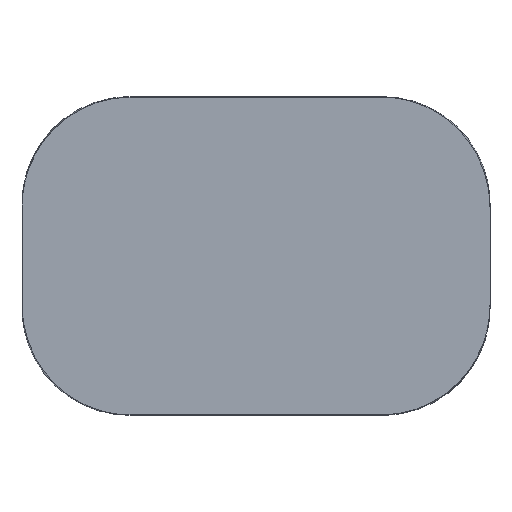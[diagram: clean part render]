
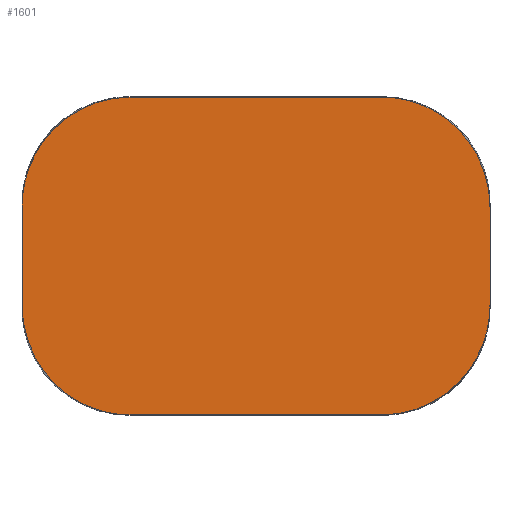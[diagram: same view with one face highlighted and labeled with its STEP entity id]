
A CAD part, front view. The second image highlights one B-rep face of the part: STEP entity #1601.
In plain terms, the highlighted free-form (B-spline) face has degree [1, 1] with [2, 2] control points.
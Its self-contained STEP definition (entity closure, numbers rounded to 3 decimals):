
#511 = EDGE_CURVE('',#512,#514,#516,.T.);
#512 = VERTEX_POINT('',#513);
#513 = CARTESIAN_POINT('',(99.7,0.,
    -2019.563));
#514 = VERTEX_POINT('',#515);
#515 = CARTESIAN_POINT('',(29.91,0.,
    -2019.563));
#516 = B_SPLINE_CURVE_WITH_KNOTS('',1,(#517,#518),.UNSPECIFIED.,.F.,.F.,
  (2,2),(-20.,50.),.PIECEWISE_BEZIER_KNOTS.);
#517 = CARTESIAN_POINT('',(99.7,0.,
    -2019.563));
#518 = CARTESIAN_POINT('',(29.91,0.,
    -2019.563));
#539 = EDGE_CURVE('',#540,#542,#544,.T.);
#540 = VERTEX_POINT('',#541);
#541 = CARTESIAN_POINT('',(29.91,0.,-2107.563));
#542 = VERTEX_POINT('',#543);
#543 = CARTESIAN_POINT('',(99.7,0.,
    -2107.563));
#544 = B_SPLINE_CURVE_WITH_KNOTS('',1,(#545,#546),.UNSPECIFIED.,.F.,.F.,
  (2,2),(-50.,20.),.PIECEWISE_BEZIER_KNOTS.);
#545 = CARTESIAN_POINT('',(29.91,0.,
    -2107.563));
#546 = CARTESIAN_POINT('',(99.7,0.,
    -2107.563));
#717 = EDGE_CURVE('',#718,#720,#722,.T.);
#718 = VERTEX_POINT('',#719);
#719 = CARTESIAN_POINT('',(0.,0.,
    -2050.043));
#720 = VERTEX_POINT('',#721);
#721 = CARTESIAN_POINT('',(0.,0.,
    -2077.083));
#722 = B_SPLINE_CURVE_WITH_KNOTS('',1,(#723,#724),.UNSPECIFIED.,.F.,.F.,
  (2,2),(-13.561,13.561),.PIECEWISE_BEZIER_KNOTS.);
#723 = CARTESIAN_POINT('',(0.,0.,
    -2050.043));
#724 = CARTESIAN_POINT('',(0.,0.,
    -2077.083));
#746 = VERTEX_POINT('',#747);
#747 = CARTESIAN_POINT('',(129.609,0.,
    -2050.043));
#752 = EDGE_CURVE('',#746,#753,#755,.T.);
#753 = VERTEX_POINT('',#754);
#754 = CARTESIAN_POINT('',(129.609,0.,
    -2077.083));
#755 = B_SPLINE_CURVE_WITH_KNOTS('',1,(#756,#757),.UNSPECIFIED.,.F.,.F.,
  (2,2),(-13.561,13.561),.PIECEWISE_BEZIER_KNOTS.);
#756 = CARTESIAN_POINT('',(129.609,0.,
    -2050.043));
#757 = CARTESIAN_POINT('',(129.609,0.,
    -2077.083));
#773 = EDGE_CURVE('',#514,#718,#774,.T.);
#774 = ( BOUNDED_CURVE() B_SPLINE_CURVE(3,(#775,#776,#777,#778),
.UNSPECIFIED.,.F.,.F.) B_SPLINE_CURVE_WITH_KNOTS((4,4),(
0.,1.571),.PIECEWISE_BEZIER_KNOTS.) CURVE() 
GEOMETRIC_REPRESENTATION_ITEM() RATIONAL_B_SPLINE_CURVE((1.,
0.805,0.805,1.)) REPRESENTATION_ITEM('') );
#775 = CARTESIAN_POINT('',(29.91,0.,
    -2019.563));
#776 = CARTESIAN_POINT('',(12.389,0.,
    -2019.563));
#777 = CARTESIAN_POINT('',(0.,0.,
    -2032.188));
#778 = CARTESIAN_POINT('',(0.,0.,
    -2050.043));
#793 = EDGE_CURVE('',#720,#540,#794,.T.);
#794 = ( BOUNDED_CURVE() B_SPLINE_CURVE(3,(#795,#796,#797,#798),
.UNSPECIFIED.,.F.,.F.) B_SPLINE_CURVE_WITH_KNOTS((4,4),(1.571,
3.142),.PIECEWISE_BEZIER_KNOTS.) CURVE() 
GEOMETRIC_REPRESENTATION_ITEM() RATIONAL_B_SPLINE_CURVE((1.,
0.805,0.805,1.)) REPRESENTATION_ITEM('') );
#795 = CARTESIAN_POINT('',(0.,0.,
    -2077.083));
#796 = CARTESIAN_POINT('',(0.,0.,
    -2094.938));
#797 = CARTESIAN_POINT('',(12.389,0.,
    -2107.563));
#798 = CARTESIAN_POINT('',(29.91,0.,-2107.563));
#813 = EDGE_CURVE('',#746,#512,#814,.T.);
#814 = ( BOUNDED_CURVE() B_SPLINE_CURVE(3,(#815,#816,#817,#818),
.UNSPECIFIED.,.F.,.F.) B_SPLINE_CURVE_WITH_KNOTS((4,4),(1.571,
3.142),.PIECEWISE_BEZIER_KNOTS.) CURVE() 
GEOMETRIC_REPRESENTATION_ITEM() RATIONAL_B_SPLINE_CURVE((1.,
0.805,0.805,1.)) REPRESENTATION_ITEM('') );
#815 = CARTESIAN_POINT('',(129.609,0.,
    -2050.043));
#816 = CARTESIAN_POINT('',(129.609,0.,
    -2032.188));
#817 = CARTESIAN_POINT('',(117.22,0.,
    -2019.563));
#818 = CARTESIAN_POINT('',(99.7,0.,
    -2019.563));
#833 = EDGE_CURVE('',#542,#753,#834,.T.);
#834 = ( BOUNDED_CURVE() B_SPLINE_CURVE(3,(#835,#836,#837,#838),
.UNSPECIFIED.,.F.,.F.) B_SPLINE_CURVE_WITH_KNOTS((4,4),(
0.,1.571),.PIECEWISE_BEZIER_KNOTS.) CURVE() 
GEOMETRIC_REPRESENTATION_ITEM() RATIONAL_B_SPLINE_CURVE((1.,
0.805,0.805,1.)) REPRESENTATION_ITEM('') );
#835 = CARTESIAN_POINT('',(99.7,0.,
    -2107.563));
#836 = CARTESIAN_POINT('',(117.22,0.,
    -2107.563));
#837 = CARTESIAN_POINT('',(129.609,0.,
    -2094.938));
#838 = CARTESIAN_POINT('',(129.609,0.,
    -2077.083));
#1601 = ADVANCED_FACE('',(#1602),#1612,.F.);
#1602 = FACE_BOUND('',#1603,.T.);
#1603 = EDGE_LOOP('',(#1604,#1605,#1606,#1607,#1608,#1609,#1610,#1611));
#1604 = ORIENTED_EDGE('',*,*,#752,.F.);
#1605 = ORIENTED_EDGE('',*,*,#813,.T.);
#1606 = ORIENTED_EDGE('',*,*,#511,.T.);
#1607 = ORIENTED_EDGE('',*,*,#773,.T.);
#1608 = ORIENTED_EDGE('',*,*,#717,.T.);
#1609 = ORIENTED_EDGE('',*,*,#793,.T.);
#1610 = ORIENTED_EDGE('',*,*,#539,.T.);
#1611 = ORIENTED_EDGE('',*,*,#833,.T.);
#1612 = B_SPLINE_SURFACE_WITH_KNOTS('',1,1,(
    (#1613,#1614)
    ,(#1615,#1616
    )),.UNSPECIFIED.,.F.,.F.,.F.,(2,2),(2,2),(-44.133,
    44.133),(-131.698,-1.698),
  .PIECEWISE_BEZIER_KNOTS.);
#1613 = CARTESIAN_POINT('',(129.609,0.,
    -2019.563));
#1614 = CARTESIAN_POINT('',(0.,0.,
    -2019.563));
#1615 = CARTESIAN_POINT('',(129.609,0.,
    -2107.563));
#1616 = CARTESIAN_POINT('',(0.,0.,
    -2107.563));
